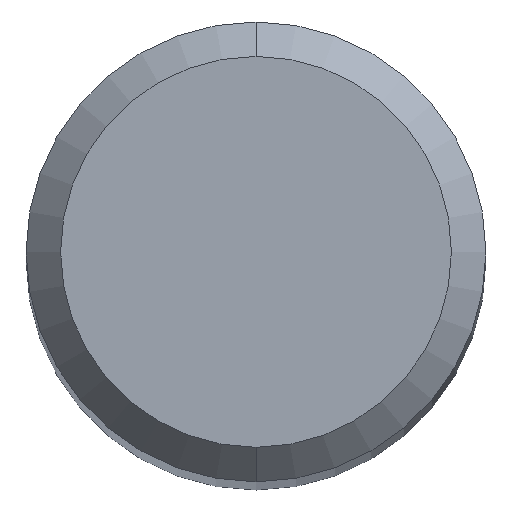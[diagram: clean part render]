
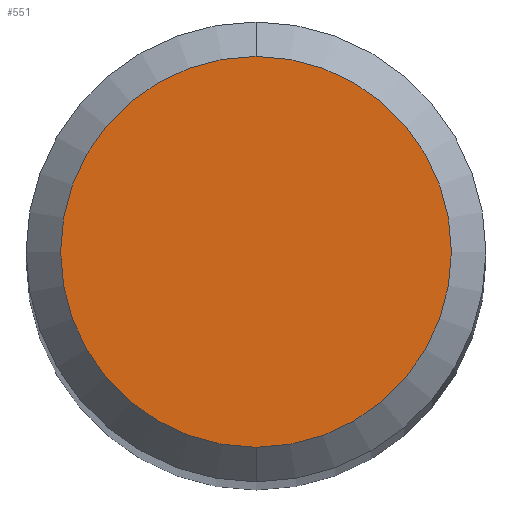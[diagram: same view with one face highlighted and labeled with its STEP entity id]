
A CAD part, top view. The second image highlights one B-rep face of the part: STEP entity #551.
In plain terms, the highlighted planar face has unit normal (0, 0, 1).
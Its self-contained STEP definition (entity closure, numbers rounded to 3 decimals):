
#477=VERTEX_POINT('',#1288);
#551=ADVANCED_FACE('',(#1369),#1370,.T.);
#867=VERTEX_POINT('',#1717);
#1111=EDGE_CURVE('',#867,#477,#1972,.T.);
#1153=EDGE_CURVE('',#477,#867,#2017,.T.);
#1288=CARTESIAN_POINT('',(0.,-1.7,0.0));
#1369=FACE_OUTER_BOUND('',#2657,.T.);
#1370=PLANE('',#2658);
#1717=CARTESIAN_POINT('',(0.0,1.7,0.0));
#1972=CIRCLE('',#4919,1.7);
#2017=CIRCLE('',#5072,1.7);
#2657=EDGE_LOOP('',(#5559,#5560));
#2658=AXIS2_PLACEMENT_3D('',#5561,#5562,#5563);
#4919=AXIS2_PLACEMENT_3D('',#6108,#6109,#6110);
#5072=AXIS2_PLACEMENT_3D('',#6144,#6145,#6146);
#5559=ORIENTED_EDGE('',*,*,#1111,.F.);
#5560=ORIENTED_EDGE('',*,*,#1153,.F.);
#5561=CARTESIAN_POINT('',(0.0,0.85,0.0));
#5562=DIRECTION('',(-0.0,0.0,1.0));
#5563=DIRECTION('',(0.0,-1.0,0.0));
#6108=CARTESIAN_POINT('',(0.0,0.0,0.0));
#6109=DIRECTION('',(0.0,0.0,-1.0));
#6110=DIRECTION('',(0.0,1.0,0.0));
#6144=CARTESIAN_POINT('',(0.0,0.0,0.0));
#6145=DIRECTION('',(0.0,0.0,-1.0));
#6146=DIRECTION('',(0.0,1.0,0.0));
